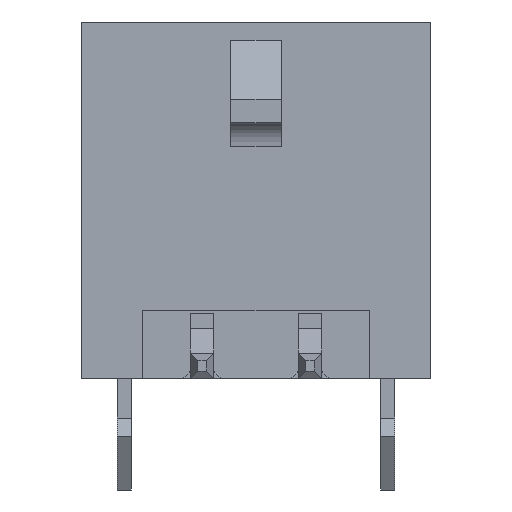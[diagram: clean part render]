
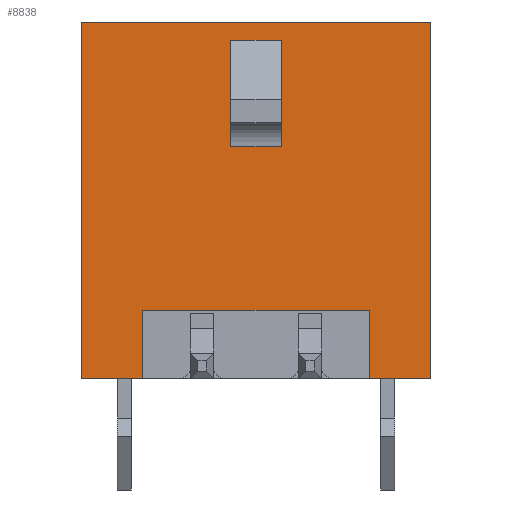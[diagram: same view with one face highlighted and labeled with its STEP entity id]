
A CAD part, front view. The second image highlights one B-rep face of the part: STEP entity #8838.
In plain terms, the highlighted planar face has unit normal (0, -1, 0).
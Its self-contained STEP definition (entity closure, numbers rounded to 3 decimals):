
#982=ORIENTED_EDGE('',*,*,#2231,.T.);
#983=ORIENTED_EDGE('',*,*,#2236,.T.);
#984=ORIENTED_EDGE('',*,*,#2491,.F.);
#985=ORIENTED_EDGE('',*,*,#2457,.T.);
#986=ORIENTED_EDGE('',*,*,#2462,.T.);
#987=ORIENTED_EDGE('',*,*,#2449,.F.);
#988=ORIENTED_EDGE('',*,*,#2490,.F.);
#989=ORIENTED_EDGE('',*,*,#2234,.T.);
#990=ORIENTED_EDGE('',*,*,#2252,.F.);
#991=ORIENTED_EDGE('',*,*,#2243,.F.);
#992=ORIENTED_EDGE('',*,*,#2248,.T.);
#993=ORIENTED_EDGE('',*,*,#2238,.T.);
#2231=EDGE_CURVE('',#3108,#3109,#3724,.T.);
#2234=EDGE_CURVE('',#3110,#3108,#3727,.T.);
#2236=EDGE_CURVE('',#3109,#3111,#3729,.T.);
#2238=EDGE_CURVE('',#3112,#3113,#3731,.T.);
#2243=EDGE_CURVE('',#3117,#3118,#3735,.T.);
#2248=EDGE_CURVE('',#3117,#3112,#3739,.T.);
#2252=EDGE_CURVE('',#3118,#3113,#3743,.T.);
#2449=EDGE_CURVE('',#3234,#3235,#3940,.T.);
#2457=EDGE_CURVE('',#3240,#3239,#3948,.T.);
#2462=EDGE_CURVE('',#3239,#3235,#3953,.T.);
#2490=EDGE_CURVE('',#3110,#3234,#3981,.T.);
#2491=EDGE_CURVE('',#3240,#3111,#3982,.T.);
#3108=VERTEX_POINT('',#11717);
#3109=VERTEX_POINT('',#11718);
#3110=VERTEX_POINT('',#11723);
#3111=VERTEX_POINT('',#11727);
#3112=VERTEX_POINT('',#11731);
#3113=VERTEX_POINT('',#11732);
#3117=VERTEX_POINT('',#11742);
#3118=VERTEX_POINT('',#11743);
#3234=VERTEX_POINT('',#12135);
#3235=VERTEX_POINT('',#12137);
#3239=VERTEX_POINT('',#12149);
#3240=VERTEX_POINT('',#12151);
#3724=LINE('',#11716,#4609);
#3727=LINE('',#11722,#4612);
#3729=LINE('',#11726,#4614);
#3731=LINE('',#11730,#4616);
#3735=LINE('',#11741,#4620);
#3739=LINE('',#11752,#4624);
#3743=LINE('',#11759,#4628);
#3940=LINE('',#12136,#4825);
#3948=LINE('',#12150,#4833);
#3953=LINE('',#12159,#4838);
#3981=LINE('',#12207,#4866);
#3982=LINE('',#12209,#4867);
#4609=VECTOR('',#9893,1000.);
#4612=VECTOR('',#9898,1000.);
#4614=VECTOR('',#9902,1000.);
#4616=VECTOR('',#9906,1000.);
#4620=VECTOR('',#9914,1000.);
#4624=VECTOR('',#9922,1000.);
#4628=VECTOR('',#9932,1000.);
#4825=VECTOR('',#10263,1000.);
#4833=VECTOR('',#10273,1000.);
#4838=VECTOR('',#10280,1000.);
#4866=VECTOR('',#10330,1000.);
#4867=VECTOR('',#10333,1000.);
#5379=EDGE_LOOP('',(#982,#983,#984,#985,#986,#987,#988,#989));
#5380=EDGE_LOOP('',(#990,#991,#992,#993));
#5736=FACE_BOUND('',#5379,.T.);
#5737=FACE_BOUND('',#5380,.T.);
#6074=PLANE('',#9213);
#8838=ADVANCED_FACE('',(#5736,#5737),#6074,.T.);
#9213=AXIS2_PLACEMENT_3D('',#12208,#10331,#10332);
#9893=DIRECTION('',(1.,0.,0.));
#9898=DIRECTION('',(0.,0.,1.));
#9902=DIRECTION('',(0.,0.,-1.));
#9906=DIRECTION('',(0.,0.,1.));
#9914=DIRECTION('',(0.,0.,1.));
#9922=DIRECTION('',(-1.,0.,0.));
#9932=DIRECTION('',(-1.,0.,0.));
#10263=DIRECTION('',(0.,0.,1.));
#10273=DIRECTION('',(0.,0.,1.));
#10280=DIRECTION('',(-1.,0.,0.));
#10330=DIRECTION('',(-1.,0.,0.));
#10331=DIRECTION('',(0.,-1.,0.));
#10332=DIRECTION('',(0.,0.,-1.));
#10333=DIRECTION('',(-1.,0.,0.));
#11716=CARTESIAN_POINT('',(-3.15,-3.43,-3.05));
#11717=CARTESIAN_POINT('',(-3.15,-3.43,-3.05));
#11718=CARTESIAN_POINT('',(3.15,-3.43,-3.05));
#11722=CARTESIAN_POINT('',(-3.15,-3.43,-4.95));
#11723=CARTESIAN_POINT('',(-3.15,-3.43,-4.95));
#11726=CARTESIAN_POINT('',(3.15,-3.43,-3.05));
#11727=CARTESIAN_POINT('',(3.15,-3.43,-4.95));
#11730=CARTESIAN_POINT('',(-0.7,-3.43,1.5));
#11731=CARTESIAN_POINT('',(-0.7,-3.43,1.5));
#11732=CARTESIAN_POINT('',(-0.7,-3.43,4.45));
#11741=CARTESIAN_POINT('',(0.7,-3.43,1.5));
#11742=CARTESIAN_POINT('',(0.7,-3.43,1.5));
#11743=CARTESIAN_POINT('',(0.7,-3.43,4.45));
#11752=CARTESIAN_POINT('',(0.7,-3.43,1.5));
#11759=CARTESIAN_POINT('',(0.7,-3.43,4.45));
#12135=CARTESIAN_POINT('',(-4.85,-3.43,-4.95));
#12136=CARTESIAN_POINT('',(-4.85,-3.43,-4.95));
#12137=CARTESIAN_POINT('',(-4.85,-3.43,4.95));
#12149=CARTESIAN_POINT('',(4.85,-3.43,4.95));
#12150=CARTESIAN_POINT('',(4.85,-3.43,-4.95));
#12151=CARTESIAN_POINT('',(4.85,-3.43,-4.95));
#12159=CARTESIAN_POINT('',(4.85,-3.43,4.95));
#12207=CARTESIAN_POINT('',(4.85,-3.43,-4.95));
#12208=CARTESIAN_POINT('',(4.85,-3.43,-4.95));
#12209=CARTESIAN_POINT('',(4.85,-3.43,-4.95));
